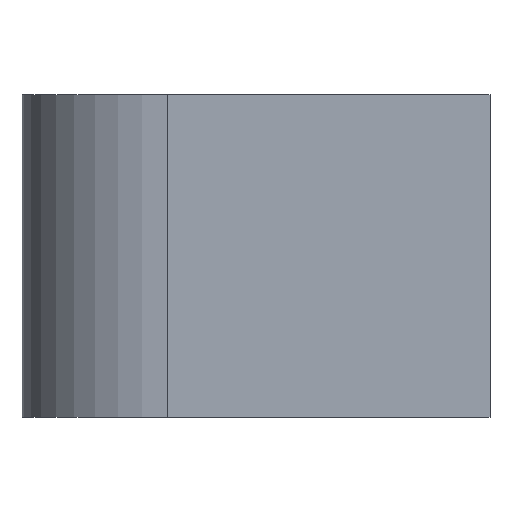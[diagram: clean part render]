
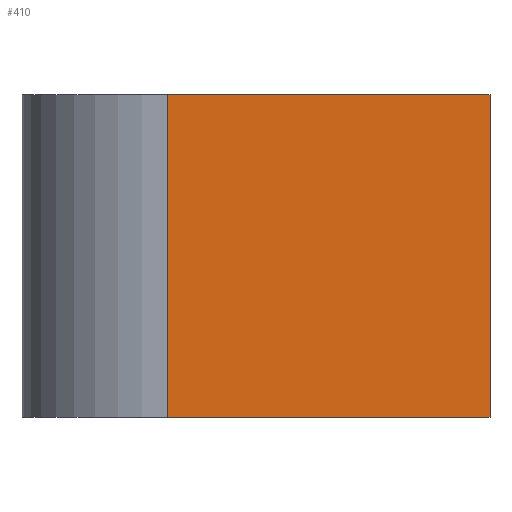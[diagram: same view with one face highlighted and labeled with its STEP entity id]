
A CAD part, front view. The second image highlights one B-rep face of the part: STEP entity #410.
In plain terms, the highlighted planar face has unit normal (0, -1, 0).
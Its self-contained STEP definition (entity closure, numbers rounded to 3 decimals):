
#63 = VERTEX_POINT('',#64);
#64 = CARTESIAN_POINT('',(-10.001,-4.5,0.));
#71 = EDGE_CURVE('',#72,#63,#74,.T.);
#72 = VERTEX_POINT('',#73);
#73 = CARTESIAN_POINT('',(0.,-4.5,0.));
#74 = LINE('',#75,#76);
#75 = CARTESIAN_POINT('',(0.,-4.5,0.));
#76 = VECTOR('',#77,1.);
#77 = DIRECTION('',(-1.,0.,0.));
#147 = EDGE_CURVE('',#63,#148,#150,.T.);
#148 = VERTEX_POINT('',#149);
#149 = CARTESIAN_POINT('',(-10.001,-4.5,10.));
#150 = LINE('',#151,#152);
#151 = CARTESIAN_POINT('',(-10.001,-4.5,0.));
#152 = VECTOR('',#153,1.);
#153 = DIRECTION('',(0.,0.,1.));
#173 = EDGE_CURVE('',#174,#148,#176,.T.);
#174 = VERTEX_POINT('',#175);
#175 = CARTESIAN_POINT('',(0.,-4.5,10.));
#176 = LINE('',#177,#178);
#177 = CARTESIAN_POINT('',(0.,-4.5,10.));
#178 = VECTOR('',#179,1.);
#179 = DIRECTION('',(-1.,0.,0.));
#410 = ADVANCED_FACE('',(#411),#422,.T.);
#411 = FACE_BOUND('',#412,.T.);
#412 = EDGE_LOOP('',(#413,#414,#420,#421));
#413 = ORIENTED_EDGE('',*,*,#71,.F.);
#414 = ORIENTED_EDGE('',*,*,#415,.T.);
#415 = EDGE_CURVE('',#72,#174,#416,.T.);
#416 = LINE('',#417,#418);
#417 = CARTESIAN_POINT('',(0.,-4.5,0.));
#418 = VECTOR('',#419,1.);
#419 = DIRECTION('',(0.,0.,1.));
#420 = ORIENTED_EDGE('',*,*,#173,.T.);
#421 = ORIENTED_EDGE('',*,*,#147,.F.);
#422 = PLANE('',#423);
#423 = AXIS2_PLACEMENT_3D('',#424,#425,#426);
#424 = CARTESIAN_POINT('',(0.,-4.5,0.));
#425 = DIRECTION('',(0.,-1.,0.));
#426 = DIRECTION('',(-1.,0.,0.));
